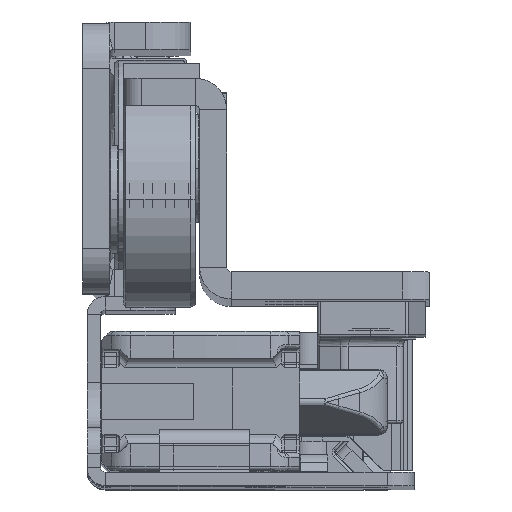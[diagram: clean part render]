
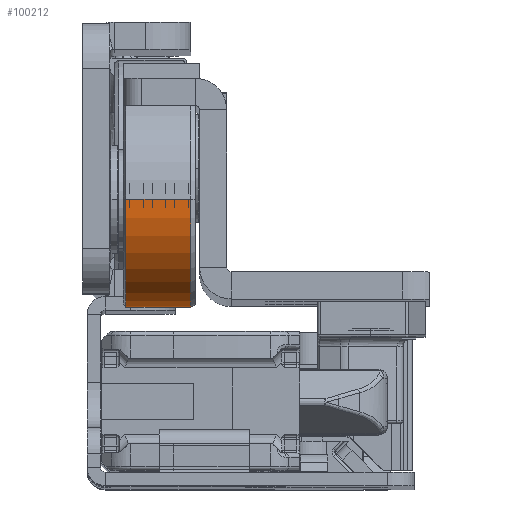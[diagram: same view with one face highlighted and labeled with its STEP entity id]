
A CAD part, top view. The second image highlights one B-rep face of the part: STEP entity #100212.
In plain terms, the highlighted cylindrical face has radius 12 mm (diameter 24 mm), a partial arc.
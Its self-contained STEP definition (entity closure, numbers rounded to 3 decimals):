
#3086 = VERTEX_POINT ( 'NONE', #36494 ) ;
#4930 = VERTEX_POINT ( 'NONE', #39567 ) ;
#8940 = DIRECTION ( 'NONE',  ( 0., 0., 1. ) ) ;
#11034 = CARTESIAN_POINT ( 'NONE',  ( 0., 0., -12. ) ) ;
#18098 = VECTOR ( 'NONE', #60819, 1000. ) ;
#20062 = LINE ( 'NONE', #134220, #18098 ) ;
#21681 = ORIENTED_EDGE ( 'NONE', *, *, #60352, .T. ) ;
#27104 = VERTEX_POINT ( 'NONE', #84840 ) ;
#28015 = CARTESIAN_POINT ( 'NONE',  ( 7.711, 0., 0. ) ) ;
#28163 = CARTESIAN_POINT ( 'NONE',  ( 0.5, 0., 12. ) ) ;
#29054 = ORIENTED_EDGE ( 'NONE', *, *, #33018, .T. ) ;
#29504 = AXIS2_PLACEMENT_3D ( 'NONE', #28015, #110854, #8940 ) ;
#29874 = CARTESIAN_POINT ( 'NONE',  ( 0., 0., 0. ) ) ;
#33018 = EDGE_CURVE ( 'NONE', #27104, #114426, #47710, .T. ) ;
#36494 = CARTESIAN_POINT ( 'NONE',  ( 7.711, 0., 12. ) ) ;
#39567 = CARTESIAN_POINT ( 'NONE',  ( 7.711, 0., -12. ) ) ;
#47377 = ORIENTED_EDGE ( 'NONE', *, *, #89183, .F. ) ;
#47710 = CIRCLE ( 'NONE', #49937, 12. ) ;
#48301 = DIRECTION ( 'NONE',  ( 1., 0., 0. ) ) ;
#49937 = AXIS2_PLACEMENT_3D ( 'NONE', #79547, #48301, #89073 ) ;
#60352 = EDGE_CURVE ( 'NONE', #3086, #4930, #118364, .T. ) ;
#60819 = DIRECTION ( 'NONE',  ( -1., 0., 0. ) ) ;
#79547 = CARTESIAN_POINT ( 'NONE',  ( 0.5, 0., 0. ) ) ;
#82808 = DIRECTION ( 'NONE',  ( 0., 0., 1. ) ) ;
#84840 = CARTESIAN_POINT ( 'NONE',  ( 0.5, 0., -12. ) ) ;
#85420 = EDGE_LOOP ( 'NONE', ( #21681, #127821, #29054, #47377 ) ) ;
#89073 = DIRECTION ( 'NONE',  ( 0., 0., -1. ) ) ;
#89183 = EDGE_CURVE ( 'NONE', #3086, #114426, #20062, .T. ) ;
#94562 = EDGE_CURVE ( 'NONE', #4930, #27104, #114294, .T. ) ;
#95280 = DIRECTION ( 'NONE',  ( -1., 0., 0. ) ) ;
#100212 = ADVANCED_FACE ( 'NONE', ( #104527 ), #114709, .T. ) ;
#104527 = FACE_OUTER_BOUND ( 'NONE', #85420, .T. ) ;
#108531 = VECTOR ( 'NONE', #95280, 1000. ) ;
#110854 = DIRECTION ( 'NONE',  ( -1., 0., 0. ) ) ;
#114051 = DIRECTION ( 'NONE',  ( -1., 0., 0. ) ) ;
#114294 = LINE ( 'NONE', #11034, #108531 ) ;
#114426 = VERTEX_POINT ( 'NONE', #28163 ) ;
#114709 = CYLINDRICAL_SURFACE ( 'NONE', #120249, 12. ) ;
#118364 = CIRCLE ( 'NONE', #29504, 12. ) ;
#120249 = AXIS2_PLACEMENT_3D ( 'NONE', #29874, #114051, #82808 ) ;
#127821 = ORIENTED_EDGE ( 'NONE', *, *, #94562, .T. ) ;
#134220 = CARTESIAN_POINT ( 'NONE',  ( 0., 0., 12. ) ) ;
